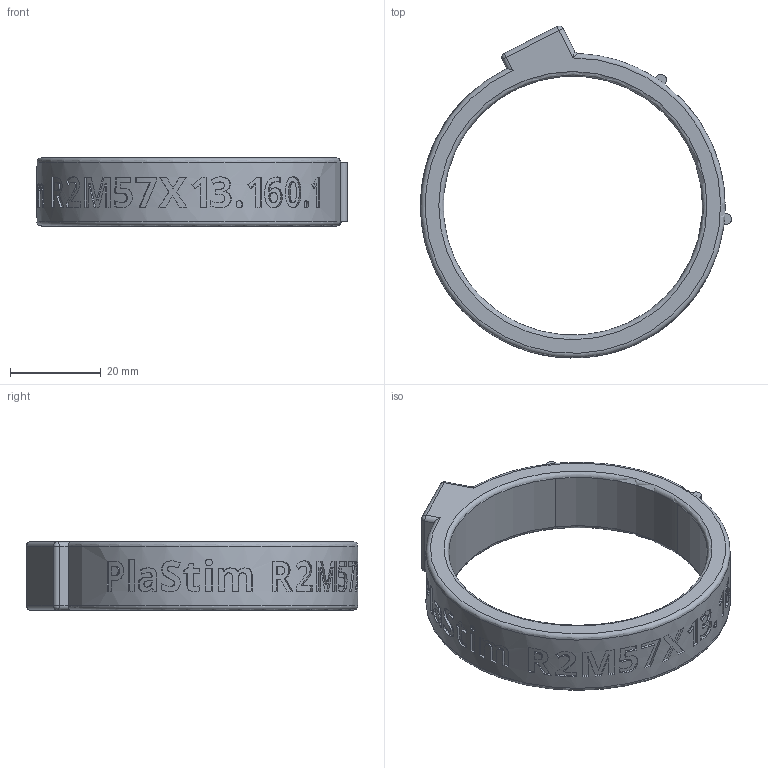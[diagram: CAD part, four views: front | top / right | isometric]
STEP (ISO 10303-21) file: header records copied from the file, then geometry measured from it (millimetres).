
FILE_DESCRIPTION(/* description */ ('STEP AP242 Edition 2','CAx-IF Rec.Pracs.---Representation and Presentation of Product Manufacturing Information (PMI)---4.0---2014-10-13','CAx-IF Rec.Pracs.---3D Tessellated Geometry---0.4---2014-09-14','2;1','CAx-IF Rec.Pracs.---User Defined Attributes---1.5---2016-08-15'),/* implementation_level */ '2;1');
FILE_NAME(/* name */ '698132193dc5a2e4a0dabb56',/* time_stamp */ '2026-02-02T23:24:10Z',/* author */ (''),/* organization */ (''),/* preprocessor_version */ 'ST-DEVELOPER v20',/* originating_system */ 'ONSHAPE BY PTC INC, 1.210',/* authorisation */ ' ');
FILE_SCHEMA (('AP242_MANAGED_MODEL_BASED_3D_ENGINEERING_MIM_LF { 1 0 10303 442 3 1 4 }'));
Length unit declared in the file: metre
Products named in the file (2): Insulator; Conductor
Bounding box: 68.37 x 73.01 x 15 mm (x, y, z)
Volume: 15155 mm3; surface area: 17870.4 mm2
Topology: 2 solids, 2 shells, 433 faces, 1175 edges, 767 vertices
Faces by surface type: plane 175, bspline 175, cylinder 73, torus 6, sphere 4
Full cylindrical faces by diameter (mm): 2.135 x1, 4 x1
Entity records: 14741 total; most frequent: CARTESIAN_POINT 4908, ORIENTED_EDGE 2320, DIRECTION 1541, EDGE_CURVE 1160, VERTEX_POINT 764, AXIS2_PLACEMENT_3D 520, LINE 501, VECTOR 501
